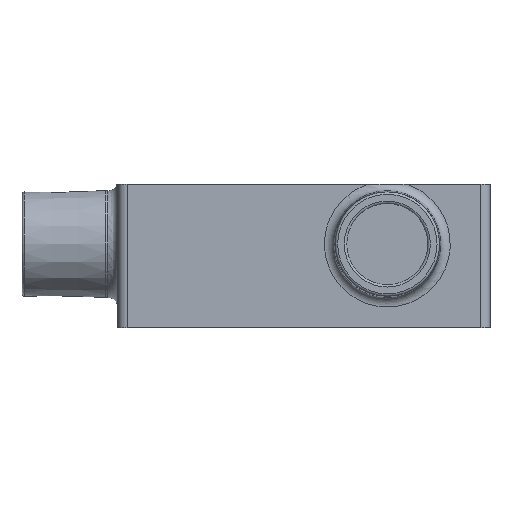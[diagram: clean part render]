
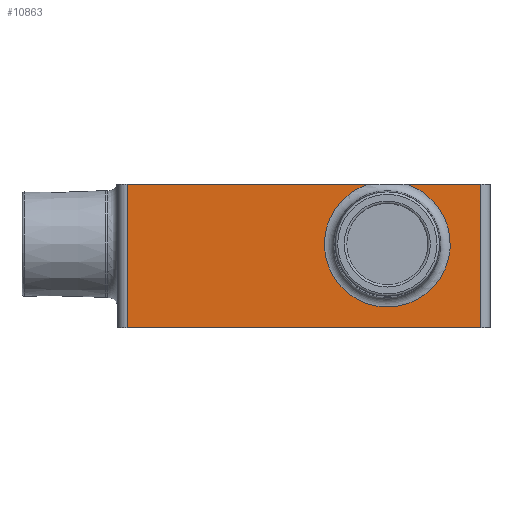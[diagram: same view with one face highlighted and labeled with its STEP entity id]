
A CAD part, front view. The second image highlights one B-rep face of the part: STEP entity #10863.
In plain terms, the highlighted planar face has unit normal (0, -1, 0).
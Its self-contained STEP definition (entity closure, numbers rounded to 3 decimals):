
#59=PLANE('',#11491);
#588=FACE_OUTER_BOUND('',#1170,.T.);
#1170=EDGE_LOOP('',(#8399,#8400,#8401,#8402,#8403,#8404,#8405));
#1317=CIRCLE('',#11492,13.17);
#1318=CIRCLE('',#11493,13.17);
#2889=LINE('',#31404,#3485);
#2890=LINE('',#31406,#3486);
#2891=LINE('',#31408,#3487);
#2892=LINE('',#31410,#3488);
#2893=LINE('',#31412,#3489);
#3485=VECTOR('',#13200,10.);
#3486=VECTOR('',#13201,10.);
#3487=VECTOR('',#13202,10.);
#3488=VECTOR('',#13203,10.);
#3489=VECTOR('',#13204,10.);
#4605=VERTEX_POINT('',#31402);
#4606=VERTEX_POINT('',#31403);
#4607=VERTEX_POINT('',#31405);
#4608=VERTEX_POINT('',#31407);
#4609=VERTEX_POINT('',#31409);
#4610=VERTEX_POINT('',#31411);
#4611=VERTEX_POINT('',#31413);
#6208=EDGE_CURVE('',#4605,#4606,#2889,.F.);
#6209=EDGE_CURVE('',#4607,#4605,#2890,.T.);
#6210=EDGE_CURVE('',#4608,#4607,#2891,.T.);
#6211=EDGE_CURVE('',#4609,#4608,#2892,.T.);
#6212=EDGE_CURVE('',#4610,#4609,#2893,.F.);
#6213=EDGE_CURVE('',#4611,#4610,#1317,.T.);
#6214=EDGE_CURVE('',#4606,#4611,#1318,.T.);
#8399=ORIENTED_EDGE('',*,*,#6208,.F.);
#8400=ORIENTED_EDGE('',*,*,#6209,.F.);
#8401=ORIENTED_EDGE('',*,*,#6210,.F.);
#8402=ORIENTED_EDGE('',*,*,#6211,.F.);
#8403=ORIENTED_EDGE('',*,*,#6212,.F.);
#8404=ORIENTED_EDGE('',*,*,#6213,.F.);
#8405=ORIENTED_EDGE('',*,*,#6214,.F.);
#10863=ADVANCED_FACE('',(#588),#59,.T.);
#11491=AXIS2_PLACEMENT_3D('',#31401,#13198,#13199);
#11492=AXIS2_PLACEMENT_3D('',#31414,#13205,#13206);
#11493=AXIS2_PLACEMENT_3D('',#31415,#13207,#13208);
#13198=DIRECTION('center_axis',(0.,-1.,0.));
#13199=DIRECTION('ref_axis',(1.,0.,0.));
#13200=DIRECTION('',(-1.,0.,0.));
#13201=DIRECTION('',(0.,0.,1.));
#13202=DIRECTION('',(-1.,0.,0.));
#13203=DIRECTION('',(0.,0.,-1.));
#13204=DIRECTION('',(-1.,0.,0.));
#13205=DIRECTION('center_axis',(0.,-1.,0.));
#13206=DIRECTION('ref_axis',(1.,0.,0.));
#13207=DIRECTION('center_axis',(0.,-1.,0.));
#13208=DIRECTION('ref_axis',(1.,0.,0.));
#31401=CARTESIAN_POINT('Origin',(-52.5,-21.5,25.));
#31402=CARTESIAN_POINT('',(-54.5,-21.5,55.));
#31403=CARTESIAN_POINT('',(-4.148,-21.5,55.));
#31404=CARTESIAN_POINT('',(-35.,-21.5,55.));
#31405=CARTESIAN_POINT('',(-54.5,-21.5,25.));
#31406=CARTESIAN_POINT('',(-54.5,-21.5,25.));
#31407=CARTESIAN_POINT('',(19.5,-21.5,25.));
#31408=CARTESIAN_POINT('',(-43.75,-21.5,25.));
#31409=CARTESIAN_POINT('',(19.5,-21.5,55.));
#31410=CARTESIAN_POINT('',(19.5,-21.5,25.));
#31411=CARTESIAN_POINT('',(4.148,-21.5,55.));
#31412=CARTESIAN_POINT('',(-35.,-21.5,55.));
#31413=CARTESIAN_POINT('',(0.,-21.5,29.33));
#31414=CARTESIAN_POINT('Origin',(0.,-21.5,42.5));
#31415=CARTESIAN_POINT('Origin',(0.,-21.5,42.5));
